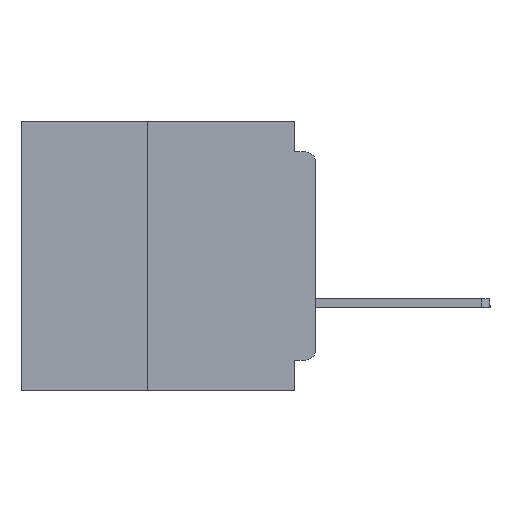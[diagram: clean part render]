
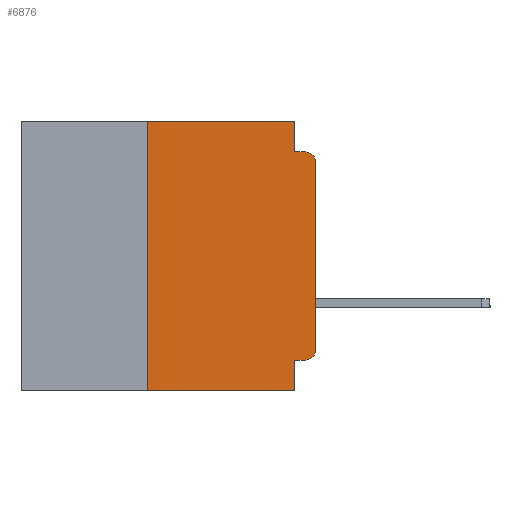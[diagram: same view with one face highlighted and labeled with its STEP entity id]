
A CAD part, left-side view. The second image highlights one B-rep face of the part: STEP entity #6876.
In plain terms, the highlighted planar face has unit normal (-1, 0, 0).
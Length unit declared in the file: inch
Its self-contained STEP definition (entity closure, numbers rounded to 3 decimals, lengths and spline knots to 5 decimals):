
#1908 = ORIENTED_EDGE ( 'NONE', *, *, #4871, .F. ) ;
#3044 = ORIENTED_EDGE ( 'NONE', *, *, #60489, .T. ) ;
#3443 = LINE ( 'NONE', #5515, #45257 ) ;
#3473 = CARTESIAN_POINT ( 'NONE',  ( 0., 0.25, -0.4 ) ) ;
#3808 = VERTEX_POINT ( 'NONE', #44856 ) ;
#4407 = DIRECTION ( 'NONE',  ( -1., 0., 0. ) ) ;
#4871 = EDGE_CURVE ( 'NONE', #23350, #59096, #30456, .T. ) ;
#4899 = VECTOR ( 'NONE', #53374, 39.37008 ) ;
#5515 = CARTESIAN_POINT ( 'NONE',  ( 0., 0.437, -0.4 ) ) ;
#5861 = DIRECTION ( 'NONE',  ( -1., 0., 0. ) ) ;
#6431 = CARTESIAN_POINT ( 'NONE',  ( 0., 0., -0.045 ) ) ;
#6483 = LINE ( 'NONE', #22991, #4899 ) ;
#6876 = ADVANCED_FACE ( 'NONE', ( #21425 ), #12120, .F. ) ;
#7594 = EDGE_LOOP ( 'NONE', ( #3044, #51696, #30196, #50052, #1908, #64273, #10046, #28639, #8326, #46591 ) ) ;
#7930 = CARTESIAN_POINT ( 'NONE',  ( 0., 0.031, -0.045 ) ) ;
#8326 = ORIENTED_EDGE ( 'NONE', *, *, #14927, .F. ) ;
#9715 = CARTESIAN_POINT ( 'NONE',  ( 0., 0.031, 0. ) ) ;
#10046 = ORIENTED_EDGE ( 'NONE', *, *, #28093, .T. ) ;
#10150 = LINE ( 'NONE', #6431, #62040 ) ;
#11256 = VECTOR ( 'NONE', #52323, 39.37008 ) ;
#11501 = DIRECTION ( 'NONE',  ( 0., -1., 0. ) ) ;
#12101 = CARTESIAN_POINT ( 'NONE',  ( 0., 0., -0.06 ) ) ;
#12120 = PLANE ( 'NONE',  #57902 ) ;
#12643 = CIRCLE ( 'NONE', #43527, 0.015 ) ;
#13702 = CARTESIAN_POINT ( 'NONE',  ( 0., 0.031, -0.4 ) ) ;
#14786 = DIRECTION ( 'NONE',  ( 0., 0., -1. ) ) ;
#14822 = CARTESIAN_POINT ( 'NONE',  ( 0., 0.031, 0. ) ) ;
#14864 = CARTESIAN_POINT ( 'NONE',  ( 0., 0., -0.34 ) ) ;
#14887 = DIRECTION ( 'NONE',  ( 0., 0., 1. ) ) ;
#14927 = EDGE_CURVE ( 'NONE', #3808, #30172, #24669, .T. ) ;
#15919 = EDGE_CURVE ( 'NONE', #59096, #45696, #34814, .T. ) ;
#19073 = VERTEX_POINT ( 'NONE', #12101 ) ;
#19760 = VECTOR ( 'NONE', #14786, 39.37008 ) ;
#21425 = FACE_OUTER_BOUND ( 'NONE', #7594, .T. ) ;
#21530 = CARTESIAN_POINT ( 'NONE',  ( 0., 0.031, -0.355 ) ) ;
#22259 = DIRECTION ( 'NONE',  ( 0., 0., -1. ) ) ;
#22991 = CARTESIAN_POINT ( 'NONE',  ( 0., 0.031, -0.4 ) ) ;
#23145 = DIRECTION ( 'NONE',  ( 0., -1., 0. ) ) ;
#23350 = VERTEX_POINT ( 'NONE', #38080 ) ;
#24019 = EDGE_CURVE ( 'NONE', #30172, #52277, #6483, .T. ) ;
#24669 = LINE ( 'NONE', #62133, #11256 ) ;
#27478 = CARTESIAN_POINT ( 'NONE',  ( 0., 0.015, -0.045 ) ) ;
#28093 = EDGE_CURVE ( 'NONE', #33256, #52277, #3443, .T. ) ;
#28639 = ORIENTED_EDGE ( 'NONE', *, *, #24019, .F. ) ;
#30172 = VERTEX_POINT ( 'NONE', #21530 ) ;
#30196 = ORIENTED_EDGE ( 'NONE', *, *, #49795, .F. ) ;
#30456 = LINE ( 'NONE', #63343, #42252 ) ;
#32210 = CARTESIAN_POINT ( 'NONE',  ( 0., 0.437, 0. ) ) ;
#33256 = VERTEX_POINT ( 'NONE', #3473 ) ;
#34647 = CARTESIAN_POINT ( 'NONE',  ( 0., 0.015, -0.06 ) ) ;
#34814 = LINE ( 'NONE', #9715, #19760 ) ;
#35211 = LINE ( 'NONE', #59943, #58759 ) ;
#35960 = EDGE_CURVE ( 'NONE', #19073, #58262, #12643, .T. ) ;
#36069 = CARTESIAN_POINT ( 'NONE',  ( 0., 0.015, -0.34 ) ) ;
#38080 = CARTESIAN_POINT ( 'NONE',  ( 0., 0.25, 0. ) ) ;
#38731 = CARTESIAN_POINT ( 'NONE',  ( 0., 0.25, -0.4 ) ) ;
#39699 = DIRECTION ( 'NONE',  ( 0., 0., -1. ) ) ;
#41133 = DIRECTION ( 'NONE',  ( 0., 0., -1. ) ) ;
#41370 = EDGE_CURVE ( 'NONE', #3808, #41880, #61964, .T. ) ;
#41880 = VERTEX_POINT ( 'NONE', #14864 ) ;
#41881 = VECTOR ( 'NONE', #63708, 39.37008 ) ;
#42252 = VECTOR ( 'NONE', #23145, 39.37008 ) ;
#43527 = AXIS2_PLACEMENT_3D ( 'NONE', #34647, #4407, #39699 ) ;
#44856 = CARTESIAN_POINT ( 'NONE',  ( 0., 0.015, -0.355 ) ) ;
#45257 = VECTOR ( 'NONE', #45617, 39.37008 ) ;
#45617 = DIRECTION ( 'NONE',  ( 0., -1., 0. ) ) ;
#45696 = VERTEX_POINT ( 'NONE', #7930 ) ;
#46591 = ORIENTED_EDGE ( 'NONE', *, *, #41370, .T. ) ;
#49795 = EDGE_CURVE ( 'NONE', #45696, #58262, #10150, .T. ) ;
#50052 = ORIENTED_EDGE ( 'NONE', *, *, #15919, .F. ) ;
#51696 = ORIENTED_EDGE ( 'NONE', *, *, #35960, .T. ) ;
#52277 = VERTEX_POINT ( 'NONE', #13702 ) ;
#52323 = DIRECTION ( 'NONE',  ( 0., 1., 0. ) ) ;
#52426 = DIRECTION ( 'NONE',  ( 1., 0., 0. ) ) ;
#53374 = DIRECTION ( 'NONE',  ( 0., 0., -1. ) ) ;
#54460 = EDGE_CURVE ( 'NONE', #33256, #23350, #58414, .T. ) ;
#57902 = AXIS2_PLACEMENT_3D ( 'NONE', #32210, #52426, #22259 ) ;
#58017 = AXIS2_PLACEMENT_3D ( 'NONE', #36069, #5861, #41133 ) ;
#58262 = VERTEX_POINT ( 'NONE', #27478 ) ;
#58414 = LINE ( 'NONE', #38731, #41881 ) ;
#58759 = VECTOR ( 'NONE', #14887, 39.37008 ) ;
#59096 = VERTEX_POINT ( 'NONE', #14822 ) ;
#59943 = CARTESIAN_POINT ( 'NONE',  ( 0., 0., 0. ) ) ;
#60489 = EDGE_CURVE ( 'NONE', #41880, #19073, #35211, .T. ) ;
#61964 = CIRCLE ( 'NONE', #58017, 0.015 ) ;
#62040 = VECTOR ( 'NONE', #11501, 39.37008 ) ;
#62133 = CARTESIAN_POINT ( 'NONE',  ( 0., 0., -0.355 ) ) ;
#63343 = CARTESIAN_POINT ( 'NONE',  ( 0., 0.437, 0. ) ) ;
#63708 = DIRECTION ( 'NONE',  ( 0., 0., 1. ) ) ;
#64273 = ORIENTED_EDGE ( 'NONE', *, *, #54460, .F. ) ;
